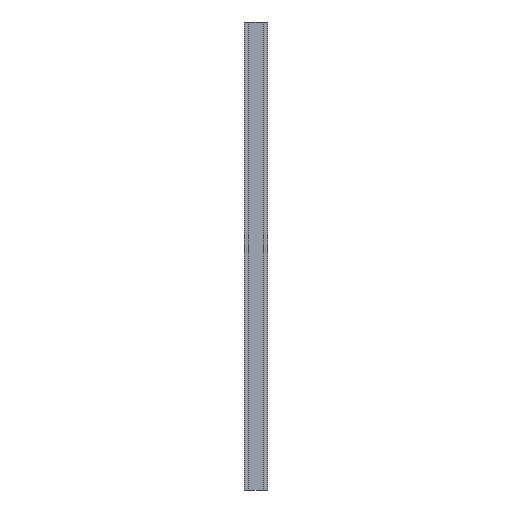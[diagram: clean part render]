
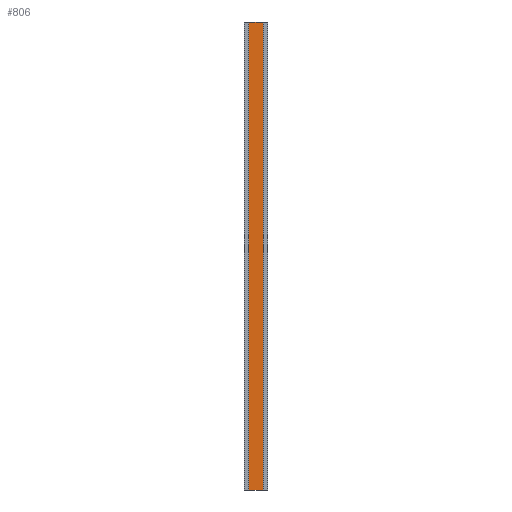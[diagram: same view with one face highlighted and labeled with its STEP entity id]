
A CAD part, left-side view. The second image highlights one B-rep face of the part: STEP entity #806.
In plain terms, the highlighted planar face has unit normal (-1, 0, 0).
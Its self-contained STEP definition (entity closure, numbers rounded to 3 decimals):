
#1 = DIRECTION ( 'NONE',  ( 0., 0., -1. ) ) ;
#61 = LINE ( 'NONE', #171, #1192 ) ;
#90 = EDGE_LOOP ( 'NONE', ( #946, #470, #691, #1108 ) ) ;
#109 = VERTEX_POINT ( 'NONE', #697 ) ;
#133 = EDGE_CURVE ( 'NONE', #1248, #109, #737, .T. ) ;
#153 = DIRECTION ( 'NONE',  ( 0., -1., 0. ) ) ;
#171 = CARTESIAN_POINT ( 'NONE',  ( -3., -31., 0. ) ) ;
#177 = FACE_OUTER_BOUND ( 'NONE', #90, .T. ) ;
#207 = DIRECTION ( 'NONE',  ( 0., 1., 0. ) ) ;
#247 = EDGE_CURVE ( 'NONE', #409, #704, #1388, .T. ) ;
#284 = AXIS2_PLACEMENT_3D ( 'NONE', #1367, #303, #207 ) ;
#303 = DIRECTION ( 'NONE',  ( 1., 0., 0. ) ) ;
#397 = PLANE ( 'NONE',  #284 ) ;
#409 = VERTEX_POINT ( 'NONE', #702 ) ;
#420 = EDGE_CURVE ( 'NONE', #704, #109, #61, .T. ) ;
#437 = CARTESIAN_POINT ( 'NONE',  ( -3., -31., 2000. ) ) ;
#442 = CARTESIAN_POINT ( 'NONE',  ( -3., -31., 2000. ) ) ;
#470 = ORIENTED_EDGE ( 'NONE', *, *, #133, .F. ) ;
#561 = VECTOR ( 'NONE', #1182, 1000. ) ;
#595 = CARTESIAN_POINT ( 'NONE',  ( -3., 31., 0. ) ) ;
#691 = ORIENTED_EDGE ( 'NONE', *, *, #1247, .F. ) ;
#697 = CARTESIAN_POINT ( 'NONE',  ( -3., -31., 0. ) ) ;
#702 = CARTESIAN_POINT ( 'NONE',  ( -3., 31., 2000. ) ) ;
#704 = VERTEX_POINT ( 'NONE', #595 ) ;
#737 = LINE ( 'NONE', #437, #561 ) ;
#806 = ADVANCED_FACE ( 'NONE', ( #177 ), #397, .F. ) ;
#808 = VECTOR ( 'NONE', #1304, 1000. ) ;
#854 = CARTESIAN_POINT ( 'NONE',  ( -3., -31., 2000. ) ) ;
#946 = ORIENTED_EDGE ( 'NONE', *, *, #420, .T. ) ;
#981 = CARTESIAN_POINT ( 'NONE',  ( -3., 31., 2000. ) ) ;
#1043 = VECTOR ( 'NONE', #1, 1000. ) ;
#1108 = ORIENTED_EDGE ( 'NONE', *, *, #247, .T. ) ;
#1182 = DIRECTION ( 'NONE',  ( 0., 0., -1. ) ) ;
#1187 = LINE ( 'NONE', #442, #808 ) ;
#1192 = VECTOR ( 'NONE', #153, 1000. ) ;
#1247 = EDGE_CURVE ( 'NONE', #409, #1248, #1187, .T. ) ;
#1248 = VERTEX_POINT ( 'NONE', #854 ) ;
#1304 = DIRECTION ( 'NONE',  ( 0., -1., 0. ) ) ;
#1367 = CARTESIAN_POINT ( 'NONE',  ( -3., -31., 2000. ) ) ;
#1388 = LINE ( 'NONE', #981, #1043 ) ;
